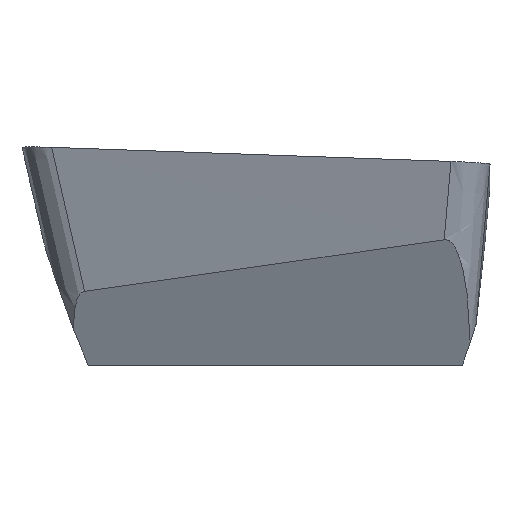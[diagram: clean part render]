
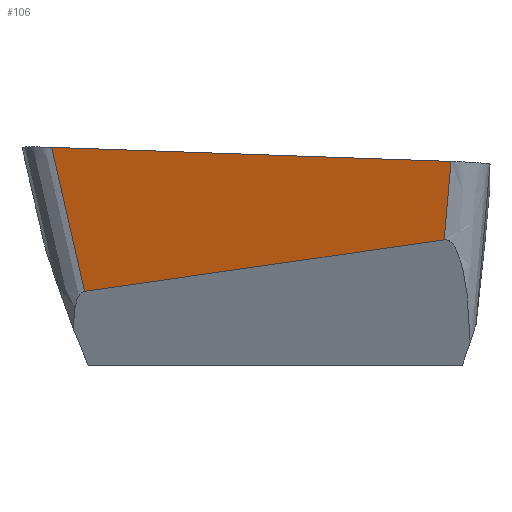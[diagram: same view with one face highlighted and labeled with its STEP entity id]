
A CAD part, left-side view. The second image highlights one B-rep face of the part: STEP entity #106.
In plain terms, the highlighted planar face has unit normal (-0.972, 0.14, -0.191).
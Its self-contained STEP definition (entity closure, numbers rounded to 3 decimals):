
#77=FACE_OUTER_BOUND('',#164,.T.);
#106=ADVANCED_FACE('',(#77),#120,.T.);
#120=PLANE('',#610);
#164=EDGE_LOOP('',(#283,#284,#285,#286));
#283=ORIENTED_EDGE('',*,*,#405,.T.);
#284=ORIENTED_EDGE('',*,*,#403,.T.);
#285=ORIENTED_EDGE('',*,*,#411,.F.);
#286=ORIENTED_EDGE('',*,*,#408,.F.);
#345=VERTEX_POINT('',#1496);
#346=VERTEX_POINT('',#1498);
#347=VERTEX_POINT('',#1510);
#348=VERTEX_POINT('',#1603);
#403=EDGE_CURVE('',#346,#345,#439,.T.);
#405=EDGE_CURVE('',#347,#346,#538,.T.);
#408=EDGE_CURVE('',#347,#348,#541,.T.);
#411=EDGE_CURVE('',#348,#345,#442,.T.);
#439=LINE('',#1497,#464);
#442=LINE('',#1713,#468);
#464=VECTOR('',#685,1.);
#468=VECTOR('',#691,1.);
#538=B_SPLINE_CURVE_WITH_KNOTS('',3,(#1506,#1507,#1508,#1509),
 .UNSPECIFIED.,.F.,.F.,(4,4),(0.,1.),.UNSPECIFIED.);
#541=B_SPLINE_CURVE_WITH_KNOTS('',3,(#1593,#1594,#1595,#1596,#1597,#1598,
#1599,#1600,#1601,#1602),.UNSPECIFIED.,.F.,.F.,(4,3,3,4),(0.,0.336,
0.668,1.),.UNSPECIFIED.);
#610=AXIS2_PLACEMENT_3D('',#1744,#695,#696);
#685=DIRECTION('',(-0.168,-0.976,0.14));
#691=DIRECTION('',(0.204,0.085,-0.975));
#695=DIRECTION('',(-0.972,0.14,-0.191));
#696=DIRECTION('',(-0.189,0.027,0.982));
#1496=CARTESIAN_POINT('',(-7.775,-3.659,-2.182));
#1497=CARTESIAN_POINT('',(-7.043,0.601,-2.794));
#1498=CARTESIAN_POINT('',(-6.337,4.711,-3.383));
#1506=CARTESIAN_POINT('',(-6.885,5.479,-0.03));
#1507=CARTESIAN_POINT('',(-6.702,5.223,-1.148));
#1508=CARTESIAN_POINT('',(-6.52,4.967,-2.265));
#1509=CARTESIAN_POINT('',(-6.337,4.711,-3.383));
#1510=CARTESIAN_POINT('',(-6.885,5.479,-0.03));
#1593=CARTESIAN_POINT('',(-6.885,5.479,-0.03));
#1594=CARTESIAN_POINT('',(-7.027,4.439,-0.067));
#1595=CARTESIAN_POINT('',(-7.169,3.399,-0.103));
#1596=CARTESIAN_POINT('',(-7.312,2.359,-0.14));
#1597=CARTESIAN_POINT('',(-7.452,1.33,-0.176));
#1598=CARTESIAN_POINT('',(-7.593,0.3,-0.212));
#1599=CARTESIAN_POINT('',(-7.734,-0.729,-0.249));
#1600=CARTESIAN_POINT('',(-7.875,-1.758,-0.285));
#1601=CARTESIAN_POINT('',(-8.015,-2.788,-0.321));
#1602=CARTESIAN_POINT('',(-8.156,-3.817,-0.358));
#1603=CARTESIAN_POINT('',(-8.156,-3.817,-0.358));
#1713=CARTESIAN_POINT('',(-8.156,-3.817,-0.358));
#1744=CARTESIAN_POINT('',(-7.23,0.789,-1.706));
